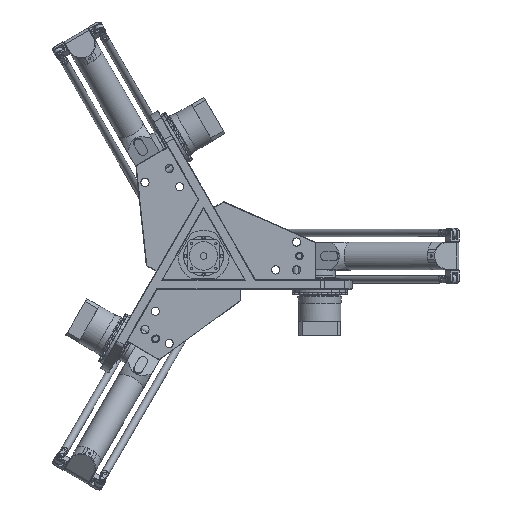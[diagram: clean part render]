
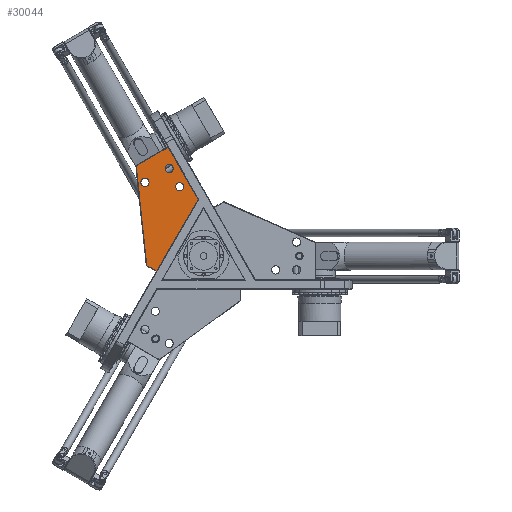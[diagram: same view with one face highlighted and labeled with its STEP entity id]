
A CAD part, top view. The second image highlights one B-rep face of the part: STEP entity #30044.
In plain terms, the highlighted planar face has unit normal (0, 0, 1).
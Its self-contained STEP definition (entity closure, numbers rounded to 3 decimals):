
#931=FACE_BOUND('',#6645,.T.);
#932=FACE_BOUND('',#6646,.T.);
#933=FACE_BOUND('',#6647,.T.);
#2212=CIRCLE('',#32924,8.75);
#2213=CIRCLE('',#32925,8.75);
#2214=CIRCLE('',#32926,8.75);
#4432=FACE_OUTER_BOUND('',#6644,.T.);
#6644=EDGE_LOOP('',(#24120,#24121,#24122,#24123,#24124));
#6645=EDGE_LOOP('',(#24125));
#6646=EDGE_LOOP('',(#24126));
#6647=EDGE_LOOP('',(#24127));
#9430=LINE('',#55153,#11785);
#9433=LINE('',#55158,#11788);
#9443=LINE('',#55176,#11798);
#9447=LINE('',#55183,#11802);
#9451=LINE('',#55190,#11806);
#11785=VECTOR('',#39628,10.);
#11788=VECTOR('',#39635,10.);
#11798=VECTOR('',#39653,10.);
#11802=VECTOR('',#39661,10.);
#11806=VECTOR('',#39667,10.);
#14235=VERTEX_POINT('',#55128);
#14241=VERTEX_POINT('',#55142);
#14244=VERTEX_POINT('',#55149);
#14249=VERTEX_POINT('',#55174);
#14250=VERTEX_POINT('',#55182);
#14253=VERTEX_POINT('',#55191);
#14254=VERTEX_POINT('',#55193);
#14255=VERTEX_POINT('',#55195);
#17750=EDGE_CURVE('',#14241,#14244,#9430,.T.);
#17753=EDGE_CURVE('',#14235,#14241,#9433,.T.);
#17763=EDGE_CURVE('',#14249,#14235,#9443,.T.);
#17767=EDGE_CURVE('',#14250,#14244,#9447,.T.);
#17771=EDGE_CURVE('',#14249,#14250,#9451,.T.);
#17772=EDGE_CURVE('',#14253,#14253,#2212,.T.);
#17773=EDGE_CURVE('',#14254,#14254,#2213,.T.);
#17774=EDGE_CURVE('',#14255,#14255,#2214,.T.);
#24120=ORIENTED_EDGE('',*,*,#17750,.F.);
#24121=ORIENTED_EDGE('',*,*,#17753,.F.);
#24122=ORIENTED_EDGE('',*,*,#17763,.F.);
#24123=ORIENTED_EDGE('',*,*,#17771,.T.);
#24124=ORIENTED_EDGE('',*,*,#17767,.T.);
#24125=ORIENTED_EDGE('',*,*,#17772,.T.);
#24126=ORIENTED_EDGE('',*,*,#17773,.T.);
#24127=ORIENTED_EDGE('',*,*,#17774,.T.);
#28071=PLANE('',#32923);
#30044=ADVANCED_FACE('',(#4432,#931,#932,#933),#28071,.T.);
#32923=AXIS2_PLACEMENT_3D('',#55189,#39665,#39666);
#32924=AXIS2_PLACEMENT_3D('',#55192,#39668,#39669);
#32925=AXIS2_PLACEMENT_3D('',#55194,#39670,#39671);
#32926=AXIS2_PLACEMENT_3D('',#55196,#39672,#39673);
#39628=DIRECTION('',(-0.866,0.5,0.));
#39635=DIRECTION('',(-0.809,-0.588,0.));
#39653=DIRECTION('',(0.,-1.,0.));
#39661=DIRECTION('',(-0.5,-0.866,0.));
#39665=DIRECTION('center_axis',(0.,0.,
1.));
#39666=DIRECTION('ref_axis',(1.,0.,0.));
#39667=DIRECTION('',(-1.,0.,0.));
#39668=DIRECTION('center_axis',(0.,0.,
-1.));
#39669=DIRECTION('ref_axis',(-1.,0.,0.));
#39670=DIRECTION('center_axis',(0.,0.,
-1.));
#39671=DIRECTION('ref_axis',(-1.,0.,0.));
#39672=DIRECTION('center_axis',(0.,0.,
-1.));
#39673=DIRECTION('ref_axis',(-1.,0.,0.));
#55128=CARTESIAN_POINT('',(78.61,-95.602,101.));
#55142=CARTESIAN_POINT('',(-95.663,-222.393,101.));
#55149=CARTESIAN_POINT('',(-164.382,-182.718,101.));
#55153=CARTESIAN_POINT('',(-131.403,-201.758,101.));
#55158=CARTESIAN_POINT('',(-57.878,-194.903,101.));
#55174=CARTESIAN_POINT('',(78.61,-71.,101.));
#55176=CARTESIAN_POINT('',(78.61,-113.25,101.));
#55182=CARTESIAN_POINT('',(-99.882,-71.,101.));
#55183=CARTESIAN_POINT('',(-99.882,-71.,101.));
#55189=CARTESIAN_POINT('Origin',(-46.226,-130.389,101.));
#55190=CARTESIAN_POINT('',(79.61,-71.,101.));
#55191=CARTESIAN_POINT('',(-117.23,-158.204,101.));
#55192=CARTESIAN_POINT('Origin',(-125.98,-158.204,101.));
#55193=CARTESIAN_POINT('',(-65.269,-188.204,101.));
#55194=CARTESIAN_POINT('Origin',(-74.019,-188.204,101.));
#55195=CARTESIAN_POINT('',(-94.73,-119.233,101.));
#55196=CARTESIAN_POINT('Origin',(-103.48,-119.233,101.));
